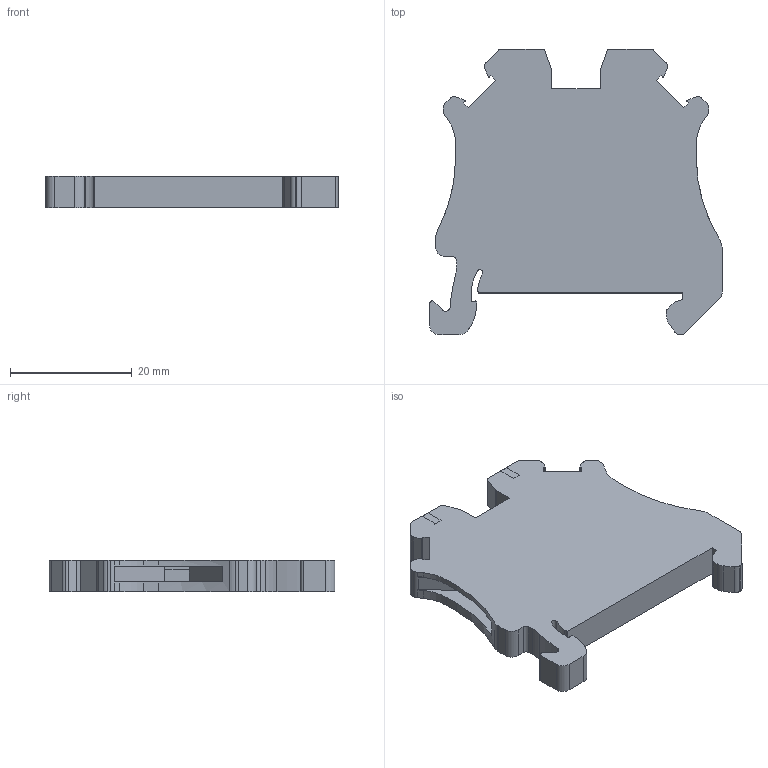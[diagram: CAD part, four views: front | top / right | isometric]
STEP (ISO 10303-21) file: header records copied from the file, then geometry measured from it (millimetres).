
FILE_DESCRIPTION(('SolidDesigner STEP Export'),'2;1');
FILE_NAME('3044089_ut25_bu_select.stp','2004-02-23T 6:40:37',(''),(''),'OneSpaceDesigner STEP processor Version: 9.0 (March 2001)for AP203(Solid Model)','CoCreate OneSpaceDesigner: 11.50A 18-Jul-2002(C) CoCreate Software GmbH','');
FILE_SCHEMA(('CONFIG_CONTROL_DESIGN'));
Length unit declared in the file: millimetre
Products named in the file (2): 3044089_ut25_bu_select
Assembly tree (1 placements, depth 2):
  3044089_ut25_bu_select
    3044089_ut25_bu_select
Bounding box: 48 x 46.85 x 5.15 mm (x, y, z)
Volume: 7705 mm3; surface area: 4860.1 mm2
Topology: 1 solids, 1 shells, 151 faces, 441 edges, 294 vertices
Faces by surface type: plane 85, cylinder 62, extrusion 4
Entity records: 6401 total; most frequent: CARTESIAN_POINT 1040, ORIENTED_EDGE 882, DIRECTION 779, EDGE_CURVE 441, VECTOR 301, LINE 297, VERTEX_POINT 294, AXIS2_PLACEMENT_3D 239
